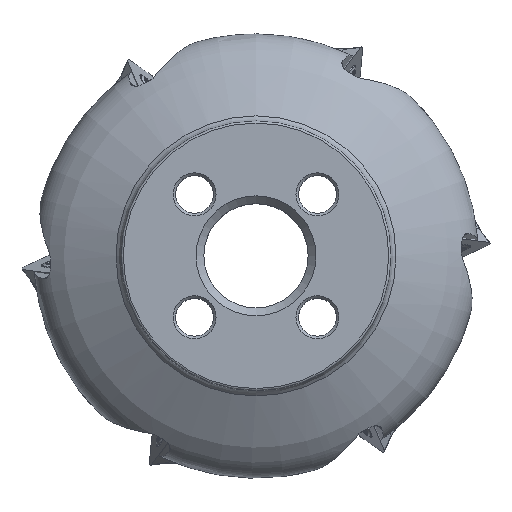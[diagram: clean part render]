
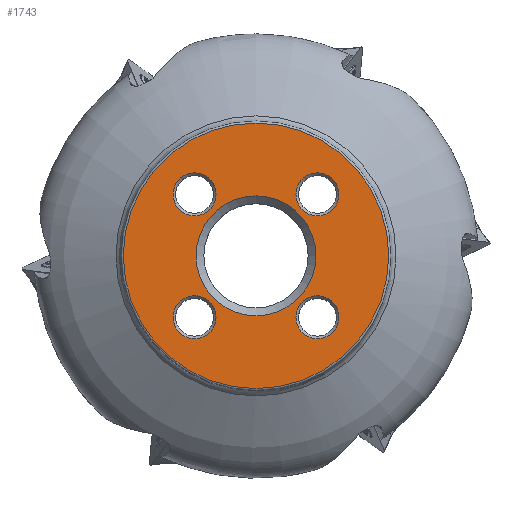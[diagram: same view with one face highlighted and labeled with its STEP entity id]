
A CAD part, top view. The second image highlights one B-rep face of the part: STEP entity #1743.
In plain terms, the highlighted planar face has unit normal (0, 0, 1).
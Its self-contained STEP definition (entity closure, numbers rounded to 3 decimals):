
#329=PLANE('',#8024);
#1743=ADVANCED_FACE('',(#2546,#2547,#2548,#2549,#2550,#2551),#329,.T.);
#2546=FACE_BOUND('',#2780,.T.);
#2547=FACE_BOUND('',#2781,.T.);
#2548=FACE_BOUND('',#2782,.T.);
#2549=FACE_BOUND('',#2783,.T.);
#2550=FACE_BOUND('',#2784,.T.);
#2551=FACE_BOUND('',#2785,.T.);
#2780=EDGE_LOOP('',(#3630));
#2781=EDGE_LOOP('',(#3631));
#2782=EDGE_LOOP('',(#3632));
#2783=EDGE_LOOP('',(#3633));
#2784=EDGE_LOOP('',(#3634));
#2785=EDGE_LOOP('',(#3635));
#3630=ORIENTED_EDGE('',*,*,#6582,.F.);
#3631=ORIENTED_EDGE('',*,*,#6583,.F.);
#3632=ORIENTED_EDGE('',*,*,#6584,.F.);
#3633=ORIENTED_EDGE('',*,*,#6585,.F.);
#3634=ORIENTED_EDGE('',*,*,#6586,.F.);
#3635=ORIENTED_EDGE('',*,*,#6587,.T.);
#5774=VERTEX_POINT('',#12842);
#5775=VERTEX_POINT('',#12844);
#5776=VERTEX_POINT('',#12846);
#5777=VERTEX_POINT('',#12848);
#5778=VERTEX_POINT('',#12850);
#5779=VERTEX_POINT('',#12852);
#6582=EDGE_CURVE('',#5774,#5774,#7456,.T.);
#6583=EDGE_CURVE('',#5775,#5775,#7457,.T.);
#6584=EDGE_CURVE('',#5776,#5776,#7458,.T.);
#6585=EDGE_CURVE('',#5777,#5777,#7459,.T.);
#6586=EDGE_CURVE('',#5778,#5778,#7460,.T.);
#6587=EDGE_CURVE('',#5779,#5779,#7461,.T.);
#7456=CIRCLE('',#8018,23.006);
#7457=CIRCLE('',#8019,8.25);
#7458=CIRCLE('',#8020,8.25);
#7459=CIRCLE('',#8021,8.25);
#7460=CIRCLE('',#8022,8.25);
#7461=CIRCLE('',#8023,50.95);
#8018=AXIS2_PLACEMENT_3D('',#12841,#9058,#9059);
#8019=AXIS2_PLACEMENT_3D('',#12843,#9060,#9061);
#8020=AXIS2_PLACEMENT_3D('',#12845,#9062,#9063);
#8021=AXIS2_PLACEMENT_3D('',#12847,#9064,#9065);
#8022=AXIS2_PLACEMENT_3D('',#12849,#9066,#9067);
#8023=AXIS2_PLACEMENT_3D('',#12851,#9068,#9069);
#8024=AXIS2_PLACEMENT_3D('',#12853,#9070,#9071);
#9058=DIRECTION('',(0.,0.,1.));
#9059=DIRECTION('',(0.,1.,0.));
#9060=DIRECTION('',(0.,0.,1.));
#9061=DIRECTION('',(0.,1.,0.));
#9062=DIRECTION('',(0.,0.,1.));
#9063=DIRECTION('',(0.,1.,0.));
#9064=DIRECTION('',(0.,0.,1.));
#9065=DIRECTION('',(0.,1.,0.));
#9066=DIRECTION('',(0.,0.,1.));
#9067=DIRECTION('',(0.,1.,0.));
#9068=DIRECTION('',(0.,0.,1.));
#9069=DIRECTION('',(0.,1.,0.));
#9070=DIRECTION('',(0.,0.,1.));
#9071=DIRECTION('',(0.,1.,0.));
#12841=CARTESIAN_POINT('',(0.,0.,0.));
#12842=CARTESIAN_POINT('',(0.,23.006,0.));
#12843=CARTESIAN_POINT('',(23.582,23.582,0.));
#12844=CARTESIAN_POINT('',(23.582,31.832,0.));
#12845=CARTESIAN_POINT('',(23.582,-23.582,0.));
#12846=CARTESIAN_POINT('',(23.582,-15.332,0.));
#12847=CARTESIAN_POINT('',(-23.582,-23.582,0.));
#12848=CARTESIAN_POINT('',(-23.582,-15.332,0.));
#12849=CARTESIAN_POINT('',(-23.582,23.582,0.));
#12850=CARTESIAN_POINT('',(-23.582,31.832,0.));
#12851=CARTESIAN_POINT('',(0.,0.,0.));
#12852=CARTESIAN_POINT('',(0.,50.95,0.));
#12853=CARTESIAN_POINT('',(0.,0.,0.));
